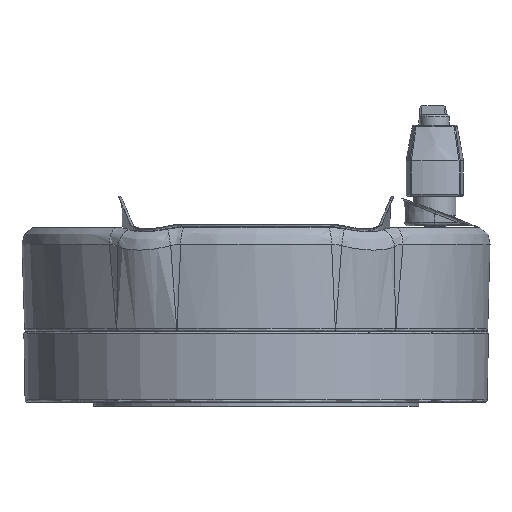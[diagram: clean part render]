
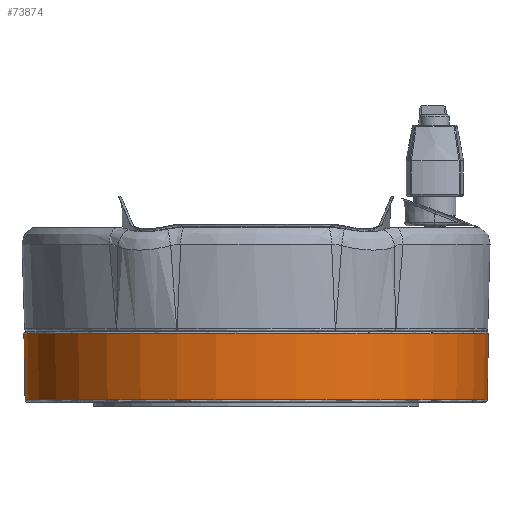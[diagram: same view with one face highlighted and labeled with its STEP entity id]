
A CAD part, front view. The second image highlights one B-rep face of the part: STEP entity #73874.
In plain terms, the highlighted conical face has half-angle 1 degrees and reference radius 65.663 mm.
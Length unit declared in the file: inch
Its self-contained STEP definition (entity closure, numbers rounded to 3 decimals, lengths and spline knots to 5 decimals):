
#841 = FACE_BOUND ( 'NONE', #33714, .T. ) ;
#7372 = EDGE_LOOP ( 'NONE', ( #8257 ) ) ;
#8257 = ORIENTED_EDGE ( 'NONE', *, *, #64017, .T. ) ;
#9223 = CARTESIAN_POINT ( 'NONE',  ( 0., 0., -0.02387 ) ) ;
#13964 = CARTESIAN_POINT ( 'NONE',  ( 0., 0., -0.02387 ) ) ;
#14876 = DIRECTION ( 'NONE',  ( 1., 0., 0. ) ) ;
#16729 = CIRCLE ( 'NONE', #33161, 2.58517 ) ;
#20178 = CARTESIAN_POINT ( 'NONE',  ( 2.57234, 0., -0.75859 ) ) ;
#21143 = CIRCLE ( 'NONE', #88297, 2.57234 ) ;
#28602 = ORIENTED_EDGE ( 'NONE', *, *, #69289, .T. ) ;
#28910 = DIRECTION ( 'NONE',  ( 0., 0., 1. ) ) ;
#33161 = AXIS2_PLACEMENT_3D ( 'NONE', #13964, #84541, #14876 ) ;
#33714 = EDGE_LOOP ( 'NONE', ( #28602 ) ) ;
#45926 = CARTESIAN_POINT ( 'NONE',  ( 2.58517, 0., -0.02387 ) ) ;
#48147 = CONICAL_SURFACE ( 'NONE', #90105, 2.58517, 0.017 ) ;
#57872 = FACE_OUTER_BOUND ( 'NONE', #7372, .T. ) ;
#61754 = DIRECTION ( 'NONE',  ( 0., 0., 1. ) ) ;
#64017 = EDGE_CURVE ( 'NONE', #82345, #82345, #16729, .T. ) ;
#67367 = CARTESIAN_POINT ( 'NONE',  ( 0., 0., -0.75859 ) ) ;
#69289 = EDGE_CURVE ( 'NONE', #83714, #83714, #21143, .T. ) ;
#73874 = ADVANCED_FACE ( 'NONE', ( #841, #57872 ), #48147, .T. ) ;
#82345 = VERTEX_POINT ( 'NONE', #45926 ) ;
#83714 = VERTEX_POINT ( 'NONE', #20178 ) ;
#84541 = DIRECTION ( 'NONE',  ( 0., 0., -1. ) ) ;
#86355 = DIRECTION ( 'NONE',  ( 1., 0., 0. ) ) ;
#88297 = AXIS2_PLACEMENT_3D ( 'NONE', #67367, #61754, #88389 ) ;
#88389 = DIRECTION ( 'NONE',  ( 1., 0., 0. ) ) ;
#90105 = AXIS2_PLACEMENT_3D ( 'NONE', #9223, #28910, #86355 ) ;
